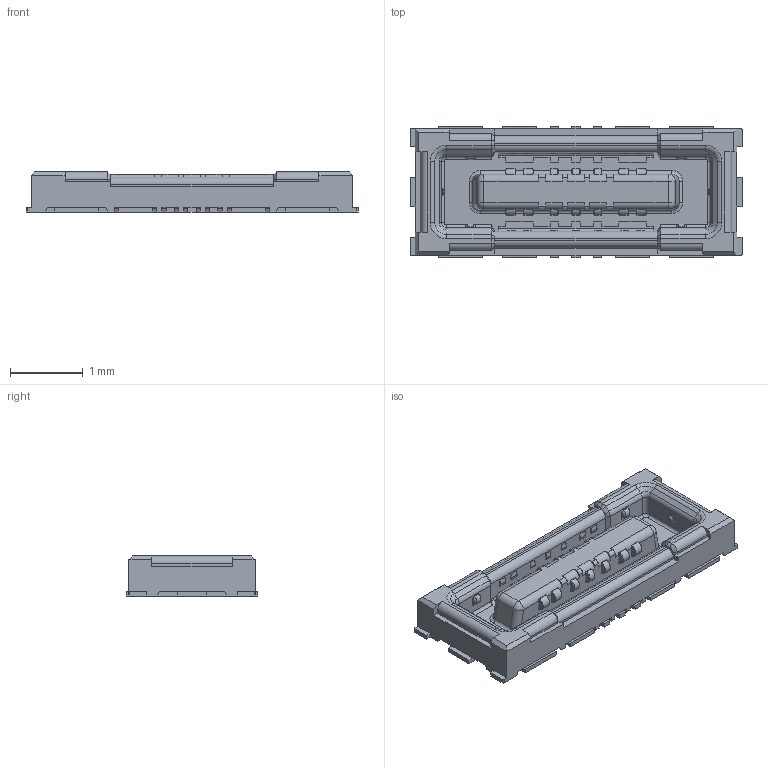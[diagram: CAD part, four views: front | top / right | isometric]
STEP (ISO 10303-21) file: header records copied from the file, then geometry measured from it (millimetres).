
FILE_DESCRIPTION((''),'2;1');
FILE_NAME('BB0043R04A','2025-02-14T20:23:19',('eng801'),(''),'CREO PARAMETRIC BY PTC INC, 2019010','CREO PARAMETRIC BY PTC INC, 2019010','');
FILE_SCHEMA(('AUTOMOTIVE_DESIGN { 1 0 10303 214 1 1 1 1 }'));
Length unit declared in the file: millimetre
Products named in the file (1): BB0043R04A
Bounding box: 4.55 x 1.8 x 0.55 mm (x, y, z)
Volume: 2.7 mm3; surface area: 29.6 mm2
Topology: 1 solids, 3 shells, 801 faces, 2241 edges, 1450 vertices
Faces by surface type: plane 496, cylinder 188, cone 56, torus 46, bspline 11, sphere 4
Entity records: 26874 total; most frequent: CARTESIAN_POINT 5912, ORIENTED_EDGE 4344, DIRECTION 4184, EDGE_CURVE 2172, VECTOR 1536, LINE 1536, VERTEX_POINT 1384, AXIS2_PLACEMENT_3D 1324
